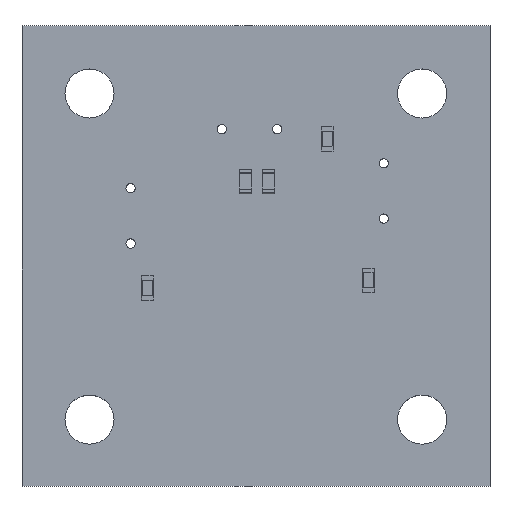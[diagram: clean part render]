
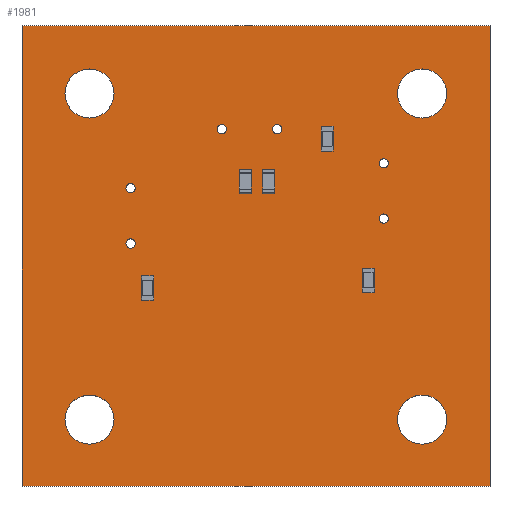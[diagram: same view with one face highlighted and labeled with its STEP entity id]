
A CAD part, top view. The second image highlights one B-rep face of the part: STEP entity #1981.
In plain terms, the highlighted planar face has unit normal (0, 0, 1).
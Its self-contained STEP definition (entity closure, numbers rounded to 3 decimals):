
#1759 = VERTEX_POINT('',#1760);
#1760 = CARTESIAN_POINT('',(182.025,-88.75,1.51));
#1766 = EDGE_CURVE('',#1759,#1767,#1769,.T.);
#1767 = VERTEX_POINT('',#1768);
#1768 = CARTESIAN_POINT('',(151.525,-88.75,1.51));
#1769 = LINE('',#1770,#1771);
#1770 = CARTESIAN_POINT('',(182.025,-88.75,1.51));
#1771 = VECTOR('',#1772,1.);
#1772 = DIRECTION('',(-1.,0.,0.));
#1799 = VERTEX_POINT('',#1800);
#1800 = CARTESIAN_POINT('',(182.025,-58.725,1.51));
#1806 = EDGE_CURVE('',#1799,#1759,#1807,.T.);
#1807 = LINE('',#1808,#1809);
#1808 = CARTESIAN_POINT('',(182.025,-58.725,1.51));
#1809 = VECTOR('',#1810,1.);
#1810 = DIRECTION('',(0.,-1.,0.));
#1828 = EDGE_CURVE('',#1767,#1829,#1831,.T.);
#1829 = VERTEX_POINT('',#1830);
#1830 = CARTESIAN_POINT('',(151.525,-58.725,1.51));
#1831 = LINE('',#1832,#1833);
#1832 = CARTESIAN_POINT('',(151.525,-88.75,1.51));
#1833 = VECTOR('',#1834,1.);
#1834 = DIRECTION('',(0.,1.,0.));
#1981 = ADVANCED_FACE('',(#1982,#1993,#2004,#2015,#2026,#2037,#2048,
    #2059,#2070,#2081,#2092),#2103,.T.);
#1982 = FACE_BOUND('',#1983,.T.);
#1983 = EDGE_LOOP('',(#1984,#1985,#1986,#1992));
#1984 = ORIENTED_EDGE('',*,*,#1766,.F.);
#1985 = ORIENTED_EDGE('',*,*,#1806,.F.);
#1986 = ORIENTED_EDGE('',*,*,#1987,.F.);
#1987 = EDGE_CURVE('',#1829,#1799,#1988,.T.);
#1988 = LINE('',#1989,#1990);
#1989 = CARTESIAN_POINT('',(151.525,-58.725,1.51));
#1990 = VECTOR('',#1991,1.);
#1991 = DIRECTION('',(1.,0.,0.));
#1992 = ORIENTED_EDGE('',*,*,#1828,.F.);
#1993 = FACE_BOUND('',#1994,.T.);
#1994 = EDGE_LOOP('',(#1995));
#1995 = ORIENTED_EDGE('',*,*,#1996,.T.);
#1996 = EDGE_CURVE('',#1997,#1997,#1999,.T.);
#1997 = VERTEX_POINT('',#1998);
#1998 = CARTESIAN_POINT('',(155.925,-86.,1.51));
#1999 = CIRCLE('',#2000,1.6);
#2000 = AXIS2_PLACEMENT_3D('',#2001,#2002,#2003);
#2001 = CARTESIAN_POINT('',(155.925,-84.4,1.51));
#2002 = DIRECTION('',(-0.,0.,-1.));
#2003 = DIRECTION('',(-0.,-1.,0.));
#2004 = FACE_BOUND('',#2005,.T.);
#2005 = EDGE_LOOP('',(#2006));
#2006 = ORIENTED_EDGE('',*,*,#2007,.T.);
#2007 = EDGE_CURVE('',#2008,#2008,#2010,.T.);
#2008 = VERTEX_POINT('',#2009);
#2009 = CARTESIAN_POINT('',(177.6,-86.,1.51));
#2010 = CIRCLE('',#2011,1.6);
#2011 = AXIS2_PLACEMENT_3D('',#2012,#2013,#2014);
#2012 = CARTESIAN_POINT('',(177.6,-84.4,1.51));
#2013 = DIRECTION('',(-0.,0.,-1.));
#2014 = DIRECTION('',(-0.,-1.,0.));
#2015 = FACE_BOUND('',#2016,.T.);
#2016 = EDGE_LOOP('',(#2017));
#2017 = ORIENTED_EDGE('',*,*,#2018,.T.);
#2018 = EDGE_CURVE('',#2019,#2019,#2021,.T.);
#2019 = VERTEX_POINT('',#2020);
#2020 = CARTESIAN_POINT('',(158.6,-73.225,1.51));
#2021 = CIRCLE('',#2022,0.3);
#2022 = AXIS2_PLACEMENT_3D('',#2023,#2024,#2025);
#2023 = CARTESIAN_POINT('',(158.6,-72.925,1.51));
#2024 = DIRECTION('',(-0.,0.,-1.));
#2025 = DIRECTION('',(0.,-1.,0.));
#2026 = FACE_BOUND('',#2027,.T.);
#2027 = EDGE_LOOP('',(#2028));
#2028 = ORIENTED_EDGE('',*,*,#2029,.T.);
#2029 = EDGE_CURVE('',#2030,#2030,#2032,.T.);
#2030 = VERTEX_POINT('',#2031);
#2031 = CARTESIAN_POINT('',(158.6,-69.625,1.51));
#2032 = CIRCLE('',#2033,0.3);
#2033 = AXIS2_PLACEMENT_3D('',#2034,#2035,#2036);
#2034 = CARTESIAN_POINT('',(158.6,-69.325,1.51));
#2035 = DIRECTION('',(-0.,0.,-1.));
#2036 = DIRECTION('',(0.,-1.,0.));
#2037 = FACE_BOUND('',#2038,.T.);
#2038 = EDGE_LOOP('',(#2039));
#2039 = ORIENTED_EDGE('',*,*,#2040,.T.);
#2040 = EDGE_CURVE('',#2041,#2041,#2043,.T.);
#2041 = VERTEX_POINT('',#2042);
#2042 = CARTESIAN_POINT('',(155.925,-64.75,1.51));
#2043 = CIRCLE('',#2044,1.6);
#2044 = AXIS2_PLACEMENT_3D('',#2045,#2046,#2047);
#2045 = CARTESIAN_POINT('',(155.925,-63.15,1.51));
#2046 = DIRECTION('',(-0.,0.,-1.));
#2047 = DIRECTION('',(-0.,-1.,0.));
#2048 = FACE_BOUND('',#2049,.T.);
#2049 = EDGE_LOOP('',(#2050));
#2050 = ORIENTED_EDGE('',*,*,#2051,.T.);
#2051 = EDGE_CURVE('',#2052,#2052,#2054,.T.);
#2052 = VERTEX_POINT('',#2053);
#2053 = CARTESIAN_POINT('',(164.55,-65.775,1.51));
#2054 = CIRCLE('',#2055,0.3);
#2055 = AXIS2_PLACEMENT_3D('',#2056,#2057,#2058);
#2056 = CARTESIAN_POINT('',(164.55,-65.475,1.51));
#2057 = DIRECTION('',(-0.,0.,-1.));
#2058 = DIRECTION('',(-0.,-1.,0.));
#2059 = FACE_BOUND('',#2060,.T.);
#2060 = EDGE_LOOP('',(#2061));
#2061 = ORIENTED_EDGE('',*,*,#2062,.T.);
#2062 = EDGE_CURVE('',#2063,#2063,#2065,.T.);
#2063 = VERTEX_POINT('',#2064);
#2064 = CARTESIAN_POINT('',(175.1,-71.6,1.51));
#2065 = CIRCLE('',#2066,0.3);
#2066 = AXIS2_PLACEMENT_3D('',#2067,#2068,#2069);
#2067 = CARTESIAN_POINT('',(175.1,-71.3,1.51));
#2068 = DIRECTION('',(-0.,0.,-1.));
#2069 = DIRECTION('',(0.,-1.,0.));
#2070 = FACE_BOUND('',#2071,.T.);
#2071 = EDGE_LOOP('',(#2072));
#2072 = ORIENTED_EDGE('',*,*,#2073,.T.);
#2073 = EDGE_CURVE('',#2074,#2074,#2076,.T.);
#2074 = VERTEX_POINT('',#2075);
#2075 = CARTESIAN_POINT('',(175.1,-68.,1.51));
#2076 = CIRCLE('',#2077,0.3);
#2077 = AXIS2_PLACEMENT_3D('',#2078,#2079,#2080);
#2078 = CARTESIAN_POINT('',(175.1,-67.7,1.51));
#2079 = DIRECTION('',(-0.,0.,-1.));
#2080 = DIRECTION('',(0.,-1.,0.));
#2081 = FACE_BOUND('',#2082,.T.);
#2082 = EDGE_LOOP('',(#2083));
#2083 = ORIENTED_EDGE('',*,*,#2084,.T.);
#2084 = EDGE_CURVE('',#2085,#2085,#2087,.T.);
#2085 = VERTEX_POINT('',#2086);
#2086 = CARTESIAN_POINT('',(168.15,-65.775,1.51));
#2087 = CIRCLE('',#2088,0.3);
#2088 = AXIS2_PLACEMENT_3D('',#2089,#2090,#2091);
#2089 = CARTESIAN_POINT('',(168.15,-65.475,1.51));
#2090 = DIRECTION('',(-0.,0.,-1.));
#2091 = DIRECTION('',(0.,-1.,-0.));
#2092 = FACE_BOUND('',#2093,.T.);
#2093 = EDGE_LOOP('',(#2094));
#2094 = ORIENTED_EDGE('',*,*,#2095,.T.);
#2095 = EDGE_CURVE('',#2096,#2096,#2098,.T.);
#2096 = VERTEX_POINT('',#2097);
#2097 = CARTESIAN_POINT('',(177.6,-64.75,1.51));
#2098 = CIRCLE('',#2099,1.6);
#2099 = AXIS2_PLACEMENT_3D('',#2100,#2101,#2102);
#2100 = CARTESIAN_POINT('',(177.6,-63.15,1.51));
#2101 = DIRECTION('',(-0.,0.,-1.));
#2102 = DIRECTION('',(-0.,-1.,0.));
#2103 = PLANE('',#2104);
#2104 = AXIS2_PLACEMENT_3D('',#2105,#2106,#2107);
#2105 = CARTESIAN_POINT('',(0.,0.,1.51));
#2106 = DIRECTION('',(0.,0.,1.));
#2107 = DIRECTION('',(1.,0.,-0.));
